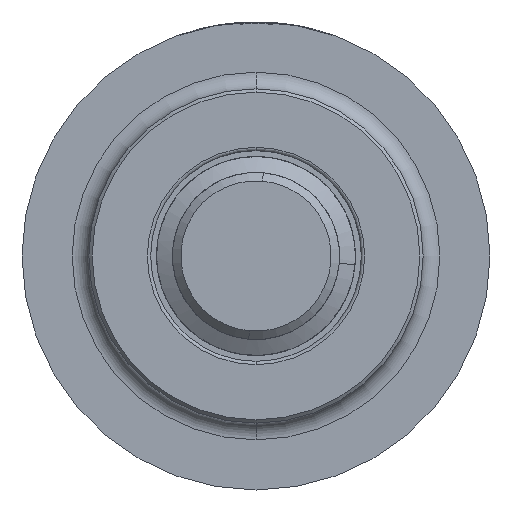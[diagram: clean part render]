
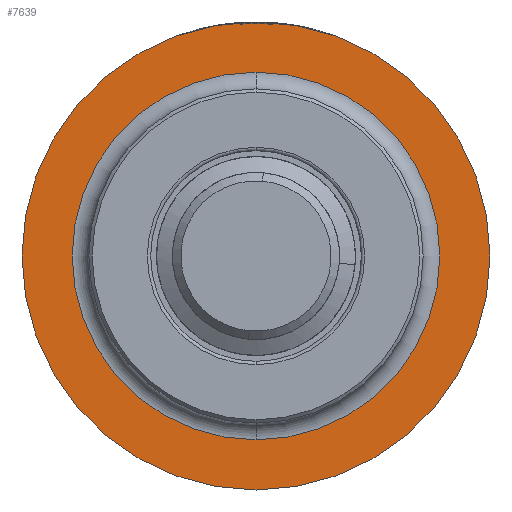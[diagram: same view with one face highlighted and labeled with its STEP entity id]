
A CAD part, front view. The second image highlights one B-rep face of the part: STEP entity #7639.
In plain terms, the highlighted planar face has unit normal (0, -1, 0).
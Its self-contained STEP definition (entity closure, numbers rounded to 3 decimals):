
#15 = VERTEX_POINT ( 'NONE', #5901 ) ;
#149 = PLANE ( 'NONE',  #5705 ) ;
#473 = FACE_OUTER_BOUND ( 'NONE', #7899, .T. ) ;
#968 = AXIS2_PLACEMENT_3D ( 'NONE', #4138, #1594, #6519 ) ;
#1117 = CARTESIAN_POINT ( 'NONE',  ( 0., 7.42, 0. ) ) ;
#1571 = CIRCLE ( 'NONE', #5861, 11. ) ;
#1594 = DIRECTION ( 'NONE',  ( 0., -1., 0. ) ) ;
#1626 = ORIENTED_EDGE ( 'NONE', *, *, #2072, .F. ) ;
#1758 = DIRECTION ( 'NONE',  ( 0., 0., -1. ) ) ;
#1810 = DIRECTION ( 'NONE',  ( 0., 0., -1. ) ) ;
#2072 = EDGE_CURVE ( 'NONE', #6485, #15, #7989, .T. ) ;
#2268 = CARTESIAN_POINT ( 'NONE',  ( 0., 7.42, -14. ) ) ;
#3013 = CARTESIAN_POINT ( 'NONE',  ( 0., 7.42, 0. ) ) ;
#3411 = CARTESIAN_POINT ( 'NONE',  ( 0., 7.42, 11. ) ) ;
#3472 = DIRECTION ( 'NONE',  ( 0., 0., -1. ) ) ;
#3494 = VERTEX_POINT ( 'NONE', #2268 ) ;
#4010 = EDGE_CURVE ( 'NONE', #5889, #3494, #7183, .T. ) ;
#4091 = CARTESIAN_POINT ( 'NONE',  ( 0., 7.42, 0. ) ) ;
#4138 = CARTESIAN_POINT ( 'NONE',  ( 0., 7.42, 0. ) ) ;
#4176 = FACE_BOUND ( 'NONE', #8227, .T. ) ;
#4516 = CARTESIAN_POINT ( 'NONE',  ( 0., 7.42, 14. ) ) ;
#4570 = DIRECTION ( 'NONE',  ( 0., 0., -1. ) ) ;
#4626 = CARTESIAN_POINT ( 'NONE',  ( 11., 7.42, 0. ) ) ;
#4741 = DIRECTION ( 'NONE',  ( 0., -1., 0. ) ) ;
#4990 = CIRCLE ( 'NONE', #6181, 14. ) ;
#5381 = AXIS2_PLACEMENT_3D ( 'NONE', #4091, #4741, #3472 ) ;
#5705 = AXIS2_PLACEMENT_3D ( 'NONE', #4626, #7108, #4570 ) ;
#5786 = ORIENTED_EDGE ( 'NONE', *, *, #6847, .T. ) ;
#5861 = AXIS2_PLACEMENT_3D ( 'NONE', #1117, #8203, #1810 ) ;
#5889 = VERTEX_POINT ( 'NONE', #4516 ) ;
#5901 = CARTESIAN_POINT ( 'NONE',  ( 0., 7.42, -11. ) ) ;
#6181 = AXIS2_PLACEMENT_3D ( 'NONE', #3013, #7483, #1758 ) ;
#6485 = VERTEX_POINT ( 'NONE', #3411 ) ;
#6519 = DIRECTION ( 'NONE',  ( 0., 0., -1. ) ) ;
#6847 = EDGE_CURVE ( 'NONE', #3494, #5889, #4990, .T. ) ;
#7108 = DIRECTION ( 'NONE',  ( 0., -1., 0. ) ) ;
#7183 = CIRCLE ( 'NONE', #968, 14. ) ;
#7268 = ORIENTED_EDGE ( 'NONE', *, *, #4010, .T. ) ;
#7483 = DIRECTION ( 'NONE',  ( 0., -1., 0. ) ) ;
#7599 = ORIENTED_EDGE ( 'NONE', *, *, #8007, .F. ) ;
#7639 = ADVANCED_FACE ( 'NONE', ( #473, #4176 ), #149, .T. ) ;
#7899 = EDGE_LOOP ( 'NONE', ( #5786, #7268 ) ) ;
#7989 = CIRCLE ( 'NONE', #5381, 11. ) ;
#8007 = EDGE_CURVE ( 'NONE', #15, #6485, #1571, .T. ) ;
#8203 = DIRECTION ( 'NONE',  ( 0., -1., 0. ) ) ;
#8227 = EDGE_LOOP ( 'NONE', ( #7599, #1626 ) ) ;
